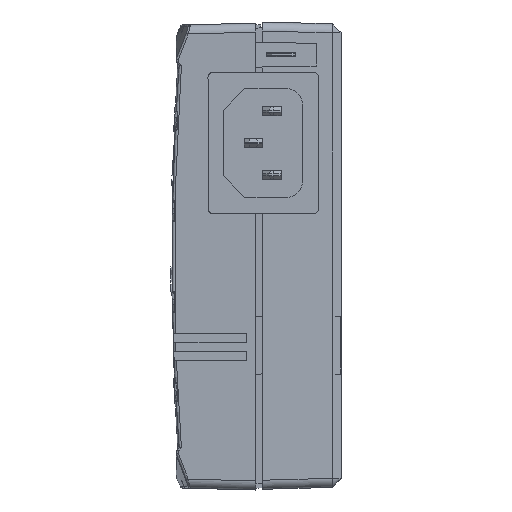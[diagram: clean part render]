
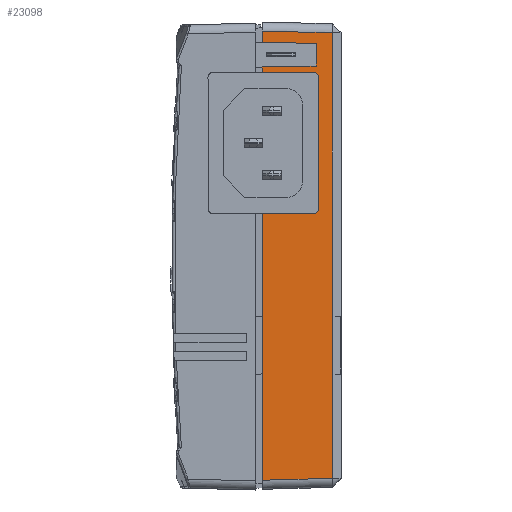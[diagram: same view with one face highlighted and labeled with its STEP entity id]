
A CAD part, left-side view. The second image highlights one B-rep face of the part: STEP entity #23098.
In plain terms, the highlighted planar face has unit normal (-1, -0.026, 0).
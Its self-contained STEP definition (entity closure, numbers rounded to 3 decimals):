
#3952 = VERTEX_POINT ( 'NONE', #18087 ) ;
#3964 = VERTEX_POINT ( 'NONE', #18099 ) ;
#4030 = VERTEX_POINT ( 'NONE', #18165 ) ;
#4038 = VERTEX_POINT ( 'NONE', #18173 ) ;
#4126 = VERTEX_POINT ( 'NONE', #18261 ) ;
#4132 = VERTEX_POINT ( 'NONE', #18267 ) ;
#4237 = VERTEX_POINT ( 'NONE', #18372 ) ;
#4308 = VERTEX_POINT ( 'NONE', #18443 ) ;
#4340 = VERTEX_POINT ( 'NONE', #18475 ) ;
#4345 = VERTEX_POINT ( 'NONE', #18480 ) ;
#4407 = VERTEX_POINT ( 'NONE', #18542 ) ;
#4449 = VERTEX_POINT ( 'NONE', #18584 ) ;
#4473 = VERTEX_POINT ( 'NONE', #18608 ) ;
#4491 = VERTEX_POINT ( 'NONE', #18626 ) ;
#9502 = EDGE_LOOP ( 'NONE', ( #13523, #13524, #13525, #13526, #13527, #13528, #13529, #13530, #13531, #13532, #13533, #13534, #13535, #13536 ) ) ;
#11066 = EDGE_CURVE ( 'NONE', #3964, #3952, #28128, .T. ) ;
#11193 = EDGE_CURVE ( 'NONE', #4038, #4030, #28369, .T. ) ;
#11339 = EDGE_CURVE ( 'NONE', #4308, #4038, #28643, .T. ) ;
#11359 = EDGE_CURVE ( 'NONE', #4030, #4237, #28677, .T. ) ;
#11362 = EDGE_CURVE ( 'NONE', #4473, #4491, #28687, .T. ) ;
#13523 = ORIENTED_EDGE ( 'NONE', *, *, #13735, .T. ) ;
#13524 = ORIENTED_EDGE ( 'NONE', *, *, #13736, .T. ) ;
#13525 = ORIENTED_EDGE ( 'NONE', *, *, #11066, .T. ) ;
#13526 = ORIENTED_EDGE ( 'NONE', *, *, #13737, .T. ) ;
#13527 = ORIENTED_EDGE ( 'NONE', *, *, #13738, .T. ) ;
#13528 = ORIENTED_EDGE ( 'NONE', *, *, #13739, .T. ) ;
#13529 = ORIENTED_EDGE ( 'NONE', *, *, #11339, .T. ) ;
#13530 = ORIENTED_EDGE ( 'NONE', *, *, #11193, .T. ) ;
#13531 = ORIENTED_EDGE ( 'NONE', *, *, #11359, .T. ) ;
#13532 = ORIENTED_EDGE ( 'NONE', *, *, #13709, .T. ) ;
#13533 = ORIENTED_EDGE ( 'NONE', *, *, #13740, .T. ) ;
#13534 = ORIENTED_EDGE ( 'NONE', *, *, #11362, .T. ) ;
#13535 = ORIENTED_EDGE ( 'NONE', *, *, #13741, .T. ) ;
#13536 = ORIENTED_EDGE ( 'NONE', *, *, #13742, .T. ) ;
#13709 = EDGE_CURVE ( 'NONE', #4237, #4407, #28699, .T. ) ;
#13735 = EDGE_CURVE ( 'NONE', #4126, #4340, #28752, .T. ) ;
#13736 = EDGE_CURVE ( 'NONE', #4340, #3964, #21829, .T. ) ;
#13737 = EDGE_CURVE ( 'NONE', #3952, #4345, #21830, .T. ) ;
#13738 = EDGE_CURVE ( 'NONE', #4345, #4449, #28754, .T. ) ;
#13739 = EDGE_CURVE ( 'NONE', #4449, #4308, #28755, .T. ) ;
#13740 = EDGE_CURVE ( 'NONE', #4407, #4473, #28757, .T. ) ;
#13741 = EDGE_CURVE ( 'NONE', #4491, #4132, #28759, .T. ) ;
#13742 = EDGE_CURVE ( 'NONE', #4132, #4126, #28761, .T. ) ;
#18087 = CARTESIAN_POINT ( 'NONE',  ( -144.381, -0.51, 10.514 ) ) ;
#18099 = CARTESIAN_POINT ( 'NONE',  ( -144.381, -0.499, 39.514 ) ) ;
#18165 = CARTESIAN_POINT ( 'NONE',  ( -144.301, -3.544, 49.258 ) ) ;
#18173 = CARTESIAN_POINT ( 'NONE',  ( -144.301, -3.581, -48.846 ) ) ;
#18261 = CARTESIAN_POINT ( 'NONE',  ( -144.703, 11.801, 40.509 ) ) ;
#18267 = CARTESIAN_POINT ( 'NONE',  ( -144.703, 11.802, 41.744 ) ) ;
#18372 = CARTESIAN_POINT ( 'NONE',  ( -144.703, 11.805, 49.654 ) ) ;
#18443 = CARTESIAN_POINT ( 'NONE',  ( -144.703, 11.767, -49.254 ) ) ;
#18475 = CARTESIAN_POINT ( 'NONE',  ( -144.407, 0.501, 40.513 ) ) ;
#18480 = CARTESIAN_POINT ( 'NONE',  ( -144.407, 0.49, 9.513 ) ) ;
#18542 = CARTESIAN_POINT ( 'NONE',  ( -144.703, 11.804, 47.156 ) ) ;
#18584 = CARTESIAN_POINT ( 'NONE',  ( -144.703, 11.79, 9.509 ) ) ;
#18608 = CARTESIAN_POINT ( 'NONE',  ( -144.394, 0.004, 46.954 ) ) ;
#18626 = CARTESIAN_POINT ( 'NONE',  ( -144.394, 0.002, 41.954 ) ) ;
#21829 =( BOUNDED_CURVE ( )  B_SPLINE_CURVE ( 3, ( #32347, #32348, #32354, #32355 ),
 .UNSPECIFIED., .F., .F. ) 
 B_SPLINE_CURVE_WITH_KNOTS ( ( 4, 4 ),
 ( 4.712, 6.283 ),
 .UNSPECIFIED. ) 
 CURVE ( )  GEOMETRIC_REPRESENTATION_ITEM ( )  RATIONAL_B_SPLINE_CURVE ( ( 1., 0.805, 0.805, 1. ) ) 
 REPRESENTATION_ITEM ( '' )  );
#21830 =( BOUNDED_CURVE ( )  B_SPLINE_CURVE ( 3, ( #32353, #32352, #32358, #32359 ),
 .UNSPECIFIED., .F., .F. ) 
 B_SPLINE_CURVE_WITH_KNOTS ( ( 4, 4 ),
 ( 0., 1.571 ),
 .UNSPECIFIED. ) 
 CURVE ( )  GEOMETRIC_REPRESENTATION_ITEM ( )  RATIONAL_B_SPLINE_CURVE ( ( 1., 0.805, 0.805, 1. ) ) 
 REPRESENTATION_ITEM ( '' )  );
#23098 = ADVANCED_FACE ( 'NONE', ( #44678 ), #51313, .T. ) ;
#28128 = LINE ( 'NONE', #31554, #28131 ) ;
#28131 = VECTOR ( 'NONE', #31555, 1000. ) ;
#28369 = LINE ( 'NONE', #31803, #28376 ) ;
#28376 = VECTOR ( 'NONE', #31818, 1000. ) ;
#28643 = LINE ( 'NONE', #32179, #28648 ) ;
#28648 = VECTOR ( 'NONE', #32189, 1000. ) ;
#28677 = LINE ( 'NONE', #32228, #28686 ) ;
#28686 = VECTOR ( 'NONE', #32238, 1000. ) ;
#28687 = LINE ( 'NONE', #32227, #28692 ) ;
#28692 = VECTOR ( 'NONE', #32245, 1000. ) ;
#28699 = LINE ( 'NONE', #32261, #28704 ) ;
#28704 = VECTOR ( 'NONE', #32271, 1000. ) ;
#28752 = LINE ( 'NONE', #32341, #28753 ) ;
#28753 = VECTOR ( 'NONE', #32340, 1000. ) ;
#28754 = LINE ( 'NONE', #32360, #28756 ) ;
#28755 = LINE ( 'NONE', #32362, #28758 ) ;
#28756 = VECTOR ( 'NONE', #32361, 1000. ) ;
#28757 = LINE ( 'NONE', #32364, #28760 ) ;
#28758 = VECTOR ( 'NONE', #32363, 1000. ) ;
#28759 = LINE ( 'NONE', #32366, #28762 ) ;
#28760 = VECTOR ( 'NONE', #32365, 1000. ) ;
#28761 = LINE ( 'NONE', #32368, #28764 ) ;
#28762 = VECTOR ( 'NONE', #32367, 1000. ) ;
#28764 = VECTOR ( 'NONE', #32369, 1000. ) ;
#31554 = CARTESIAN_POINT ( 'NONE',  ( -144.381, -0.533, -49.842 ) ) ;
#31555 = DIRECTION ( 'NONE',  ( 0., 0., -1. ) ) ;
#31803 = CARTESIAN_POINT ( 'NONE',  ( -144.301, -3.581, -48.846 ) ) ;
#31818 = DIRECTION ( 'NONE',  ( 0., 0., 1. ) ) ;
#32179 = CARTESIAN_POINT ( 'NONE',  ( -144.703, 11.767, -49.254 ) ) ;
#32189 = DIRECTION ( 'NONE',  ( 0.026, -0.999, 0.027 ) ) ;
#32227 = CARTESIAN_POINT ( 'NONE',  ( -144.394, -0.033, -49.843 ) ) ;
#32228 = CARTESIAN_POINT ( 'NONE',  ( -144.301, -3.544, 49.258 ) ) ;
#32238 = DIRECTION ( 'NONE',  ( -0.026, 0.999, 0.026 ) ) ;
#32245 = DIRECTION ( 'NONE',  ( 0., 0., -1. ) ) ;
#32261 = CARTESIAN_POINT ( 'NONE',  ( -144.703, 11.767, -49.847 ) ) ;
#32271 = DIRECTION ( 'NONE',  ( 0., 0., -1. ) ) ;
#32340 = DIRECTION ( 'NONE',  ( 0.026, -1., 0. ) ) ;
#32341 = CARTESIAN_POINT ( 'NONE',  ( -144.703, 11.801, 40.509 ) ) ;
#32347 = CARTESIAN_POINT ( 'NONE',  ( -144.407, 0.501, 40.513 ) ) ;
#32348 = CARTESIAN_POINT ( 'NONE',  ( -144.392, -0.085, 40.514 ) ) ;
#32352 = CARTESIAN_POINT ( 'NONE',  ( -144.381, -0.51, 9.928 ) ) ;
#32353 = CARTESIAN_POINT ( 'NONE',  ( -144.381, -0.51, 10.514 ) ) ;
#32354 = CARTESIAN_POINT ( 'NONE',  ( -144.381, -0.499, 40.099 ) ) ;
#32355 = CARTESIAN_POINT ( 'NONE',  ( -144.381, -0.499, 39.514 ) ) ;
#32358 = CARTESIAN_POINT ( 'NONE',  ( -144.392, -0.096, 9.514 ) ) ;
#32359 = CARTESIAN_POINT ( 'NONE',  ( -144.407, 0.49, 9.513 ) ) ;
#32360 = CARTESIAN_POINT ( 'NONE',  ( -144.703, 11.79, 9.509 ) ) ;
#32361 = DIRECTION ( 'NONE',  ( -0.026, 1., 0. ) ) ;
#32362 = CARTESIAN_POINT ( 'NONE',  ( -144.703, 11.767, -49.847 ) ) ;
#32363 = DIRECTION ( 'NONE',  ( 0., 0., -1. ) ) ;
#32364 = CARTESIAN_POINT ( 'NONE',  ( -144.703, 11.804, 47.156 ) ) ;
#32365 = DIRECTION ( 'NONE',  ( 0.026, -1., -0.017 ) ) ;
#32366 = CARTESIAN_POINT ( 'NONE',  ( -144.394, 0.002, 41.954 ) ) ;
#32367 = DIRECTION ( 'NONE',  ( -0.026, 0.999, -0.018 ) ) ;
#32368 = CARTESIAN_POINT ( 'NONE',  ( -144.703, 11.767, -49.847 ) ) ;
#32369 = DIRECTION ( 'NONE',  ( 0., 0., -1. ) ) ;
#44678 = FACE_OUTER_BOUND ( 'NONE', #9502, .T. ) ;
#50111 = AXIS2_PLACEMENT_3D ( 'NONE', #51306, #51315, #51316 ) ;
#51306 = CARTESIAN_POINT ( 'NONE',  ( -144.703, 11.767, -49.847 ) ) ;
#51313 = PLANE ( 'NONE',  #50111 ) ;
#51315 = DIRECTION ( 'NONE',  ( -1., -0.026, 0. ) ) ;
#51316 = DIRECTION ( 'NONE',  ( 0.026, -1., 0. ) ) ;
